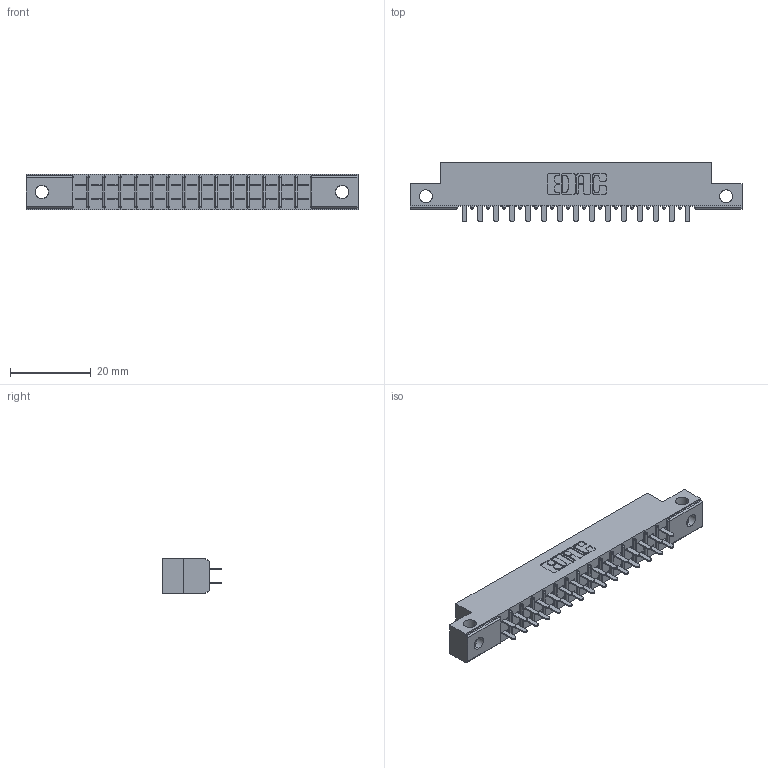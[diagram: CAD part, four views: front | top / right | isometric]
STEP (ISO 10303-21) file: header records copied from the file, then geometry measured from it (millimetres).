
FILE_DESCRIPTION (( 'STEP AP203' ), '1' );
FILE_NAME ('315-030-521-212.STEP', '2020-09-20T02:16:59', ( '' ), ( '' ), 'SwSTEP 2.0', 'SolidWorks 2020', '' );
FILE_SCHEMA (( 'CONFIG_CONTROL_DESIGN' ));
Length unit declared in the file: inch
Products named in the file (3): 305-290-001_521; 305 Part_.128 Dia; 315-030-521-212
Assembly tree (31 placements, depth 2):
  315-030-521-212
    305 Part_.128 Dia
    305-290-001_521  x30
Bounding box: 82.45 x 14.86 x 8.71 mm (x, y, z)
Volume: 5022.2 mm3; surface area: 8930 mm2
Topology: 31 solids, 31 shells, 1508 faces, 4297 edges, 2778 vertices
Faces by surface type: plane 878, cylinder 570, sphere 60
Entity records: 19814 total; most frequent: CARTESIAN_POINT 3327, ORIENTED_EDGE 3254, DIRECTION 3179, EDGE_CURVE 1627, VECTOR 1271, LINE 1271, VERTEX_POINT 1038, AXIS2_PLACEMENT_3D 954
